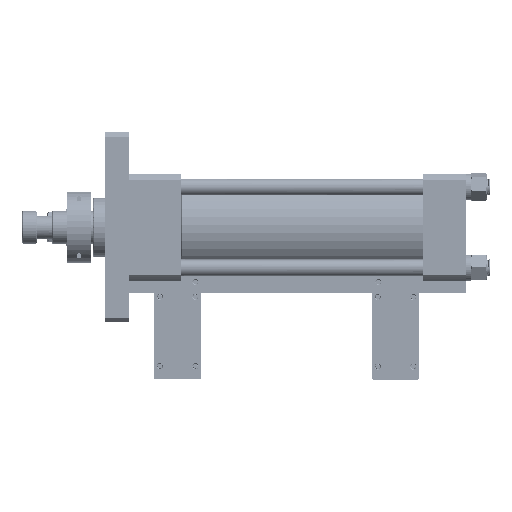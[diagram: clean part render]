
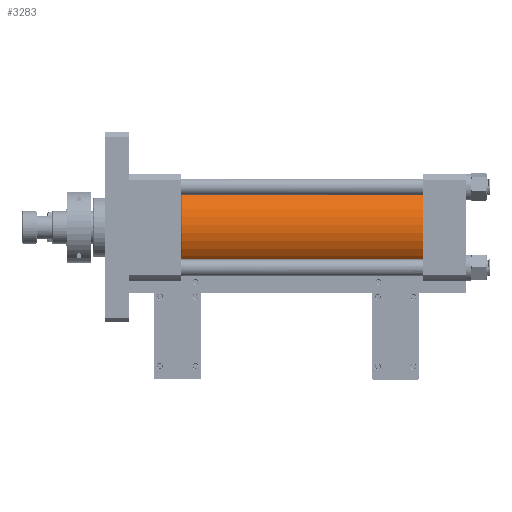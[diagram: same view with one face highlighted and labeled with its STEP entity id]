
A CAD part, front view. The second image highlights one B-rep face of the part: STEP entity #3283.
In plain terms, the highlighted cylindrical face has radius 40 mm (diameter 80 mm), a partial arc.
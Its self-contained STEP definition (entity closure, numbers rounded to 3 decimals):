
#1579 = EDGE_CURVE ( 'NONE', #1589, #1582, #49064, .T. ) ;
#1580 = VERTEX_POINT ( 'NONE', #49106 ) ;
#1582 = VERTEX_POINT ( 'NONE', #49105 ) ;
#1589 = VERTEX_POINT ( 'NONE', #49113 ) ;
#1592 = EDGE_CURVE ( 'NONE', #1596, #1580, #49091, .T. ) ;
#1596 = VERTEX_POINT ( 'NONE', #49076 ) ;
#3259 = EDGE_CURVE ( 'NONE', #1589, #1596, #75949, .T. ) ;
#3283 = ADVANCED_FACE ( 'NONE', ( #75984 ), #76090, .T. ) ;
#3286 = ORIENTED_EDGE ( 'NONE', *, *, #1592, .T. ) ;
#3290 = ORIENTED_EDGE ( 'NONE', *, *, #3350, .T. ) ;
#3322 = EDGE_LOOP ( 'NONE', ( #3334, #3331, #3286, #3290 ) ) ;
#3331 = ORIENTED_EDGE ( 'NONE', *, *, #3259, .T. ) ;
#3334 = ORIENTED_EDGE ( 'NONE', *, *, #1579, .F. ) ;
#3350 = EDGE_CURVE ( 'NONE', #1580, #1582, #77253, .T. ) ;
#49063 = CARTESIAN_POINT ( 'NONE',  ( 0., 204., 40. ) ) ;
#49064 = LINE ( 'NONE', #49063, #49102 ) ;
#49076 = CARTESIAN_POINT ( 'NONE',  ( 0., 203.5, -40. ) ) ;
#49082 = DIRECTION ( 'NONE',  ( 0., -1., 0. ) ) ;
#49083 = VECTOR ( 'NONE', #49082, 1000. ) ;
#49090 = CARTESIAN_POINT ( 'NONE',  ( 0., 204., -40. ) ) ;
#49091 = LINE ( 'NONE', #49090, #49083 ) ;
#49101 = DIRECTION ( 'NONE',  ( 0., -1., 0. ) ) ;
#49102 = VECTOR ( 'NONE', #49101, 1000. ) ;
#49105 = CARTESIAN_POINT ( 'NONE',  ( 0., 0.5, 40. ) ) ;
#49106 = CARTESIAN_POINT ( 'NONE',  ( 0., 0.5, -40. ) ) ;
#49113 = CARTESIAN_POINT ( 'NONE',  ( 0., 203.5, 40. ) ) ;
#75904 = CARTESIAN_POINT ( 'NONE',  ( 0., 204., 0. ) ) ;
#75925 = DIRECTION ( 'NONE',  ( 0., 0., -1. ) ) ;
#75927 = DIRECTION ( 'NONE',  ( 0., -1., 0. ) ) ;
#75929 = CARTESIAN_POINT ( 'NONE',  ( 0., 203.5, 0. ) ) ;
#75930 = AXIS2_PLACEMENT_3D ( 'NONE', #75929, #75927, #75925 ) ;
#75949 = CIRCLE ( 'NONE', #75930, 40. ) ;
#75979 = DIRECTION ( 'NONE',  ( 0., 0., -1. ) ) ;
#75980 = DIRECTION ( 'NONE',  ( 0., -1., 0. ) ) ;
#75984 = FACE_OUTER_BOUND ( 'NONE', #3322, .T. ) ;
#76009 = AXIS2_PLACEMENT_3D ( 'NONE', #75904, #75980, #75979 ) ;
#76090 = CYLINDRICAL_SURFACE ( 'NONE', #76009, 40. ) ;
#77253 = CIRCLE ( 'NONE', #77297, 40. ) ;
#77297 = AXIS2_PLACEMENT_3D ( 'NONE', #77395, #77393, #77391 ) ;
#77391 = DIRECTION ( 'NONE',  ( 0., 0., -1. ) ) ;
#77393 = DIRECTION ( 'NONE',  ( 0., 1., 0. ) ) ;
#77395 = CARTESIAN_POINT ( 'NONE',  ( 0., 0.5, 0. ) ) ;
